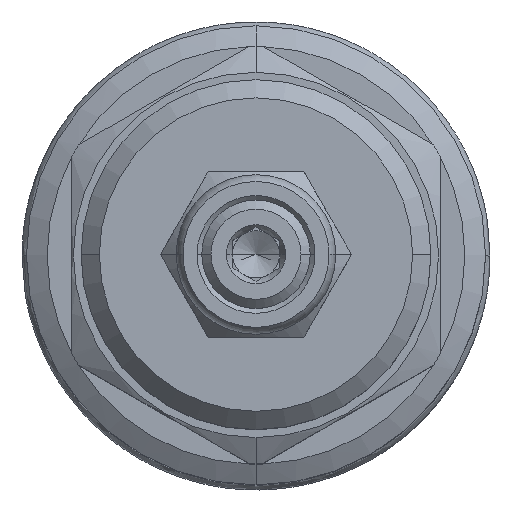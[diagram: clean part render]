
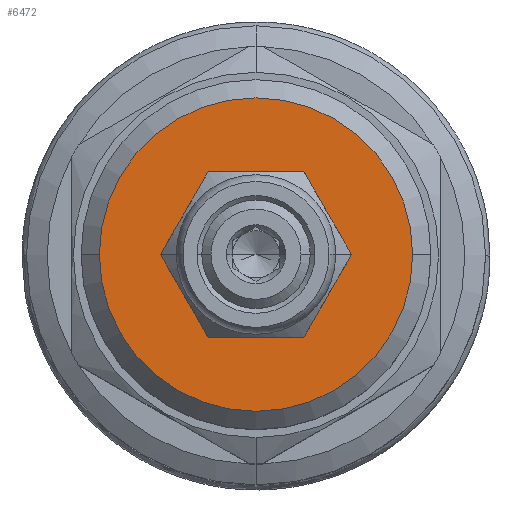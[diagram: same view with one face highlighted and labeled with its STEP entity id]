
A CAD part, top view. The second image highlights one B-rep face of the part: STEP entity #6472.
In plain terms, the highlighted planar face has unit normal (0, 0, 1).
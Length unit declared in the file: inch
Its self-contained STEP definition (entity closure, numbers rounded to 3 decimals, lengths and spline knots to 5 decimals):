
#587=CARTESIAN_POINT('',(0.,0.,5.286));
#588=DIRECTION('',(0.,0.,1.));
#589=DIRECTION('',(-1.,0.,0.));
#590=AXIS2_PLACEMENT_3D('',#587,#588,#589);
#592=CARTESIAN_POINT('',(0.,0.,5.286));
#593=DIRECTION('',(0.,0.,1.));
#594=DIRECTION('',(1.,0.,0.));
#595=AXIS2_PLACEMENT_3D('',#592,#593,#594);
#597=CARTESIAN_POINT('',(0.,0.,5.286));
#598=DIRECTION('',(0.,0.,1.));
#599=DIRECTION('',(-1.,0.,0.));
#600=AXIS2_PLACEMENT_3D('',#597,#598,#599);
#615=CARTESIAN_POINT('',(0.,0.,5.286));
#616=DIRECTION('',(0.,0.,-1.));
#617=DIRECTION('',(-1.,0.,0.));
#618=AXIS2_PLACEMENT_3D('',#615,#616,#617);
#5220=CARTESIAN_POINT('',(-0.532,0.,5.286));
#5221=CARTESIAN_POINT('',(0.532,0.,5.286));
#5222=VERTEX_POINT('',#5220);
#5223=VERTEX_POINT('',#5221);
#5272=CARTESIAN_POINT('',(-0.271,0.,5.286));
#5273=CARTESIAN_POINT('',(0.271,0.,5.286));
#5274=VERTEX_POINT('',#5272);
#5275=VERTEX_POINT('',#5273);
#6456=CARTESIAN_POINT('',(0.,0.,5.286));
#6457=DIRECTION('',(0.,0.,-1.));
#6458=DIRECTION('',(1.,0.,0.));
#6459=AXIS2_PLACEMENT_3D('',#6456,#6457,#6458);
#6460=PLANE('',#6459);
#6462=ORIENTED_EDGE('',*,*,#6461,.F.);
#6464=ORIENTED_EDGE('',*,*,#6463,.T.);
#6465=EDGE_LOOP('',(#6462,#6464));
#6466=FACE_OUTER_BOUND('',#6465,.F.);
#6468=ORIENTED_EDGE('',*,*,#6467,.T.);
#6469=ORIENTED_EDGE('',*,*,#6439,.T.);
#6470=EDGE_LOOP('',(#6468,#6469));
#6471=FACE_BOUND('',#6470,.F.);
#591=CIRCLE('',#590,0.271);
#596=CIRCLE('',#595,0.271);
#601=CIRCLE('',#600,0.532);
#619=CIRCLE('',#618,0.532);
#6439=EDGE_CURVE('',#5275,#5274,#596,.T.);
#6461=EDGE_CURVE('',#5222,#5223,#601,.T.);
#6463=EDGE_CURVE('',#5222,#5223,#619,.T.);
#6467=EDGE_CURVE('',#5274,#5275,#591,.T.);
#6472=ADVANCED_FACE('',(#6466,#6471),#6460,.F.);
